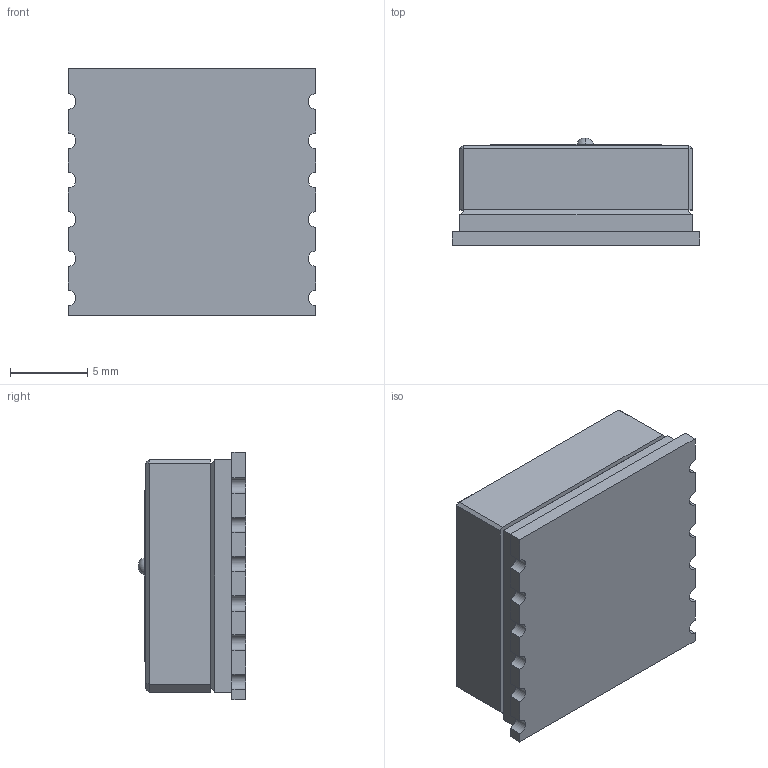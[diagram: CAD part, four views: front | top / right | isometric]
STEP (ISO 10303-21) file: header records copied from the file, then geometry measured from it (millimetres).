
FILE_DESCRIPTION (( 'STEP AP214' ), '1' );
FILE_NAME ('User Library-quectel-l80.STEP', '2017-04-29T03:07:57', ( 'Windows User' ), ( '' ), 'SwSTEP 2.0', 'SolidWorks 2017', '' );
FILE_SCHEMA (( 'AUTOMOTIVE_DESIGN' ));
Length unit declared in the file: millimetre
Products named in the file (1): User Library-quectel-l80
Bounding box: 16 x 6.95 x 16 mm (x, y, z)
Volume: 1482.6 mm3; surface area: 918.8 mm2
Topology: 1 solids, 1 shells, 75 faces, 186 edges, 116 vertices
Faces by surface type: plane 61, cylinder 12, torus 2
Entity records: 3016 total; most frequent: DIRECTION 380, CARTESIAN_POINT 378, ORIENTED_EDGE 372, EDGE_CURVE 186, VECTOR 144, LINE 144, AXIS2_PLACEMENT_3D 118, VERTEX_POINT 116
